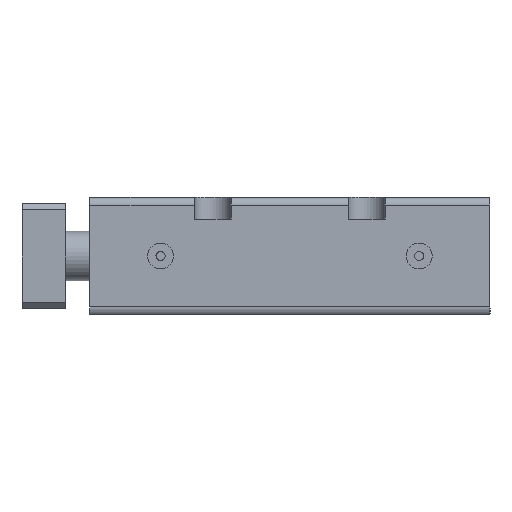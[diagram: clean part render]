
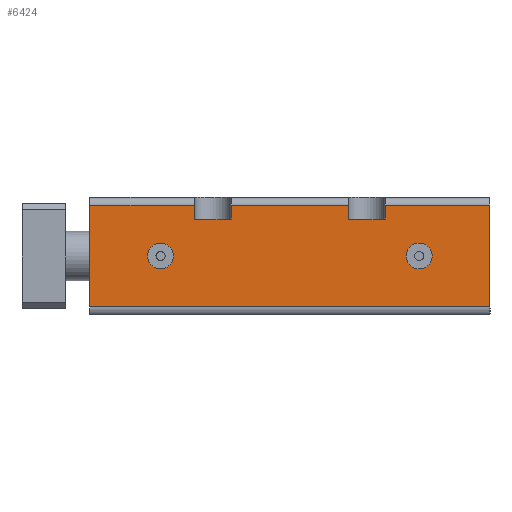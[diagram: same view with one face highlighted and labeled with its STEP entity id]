
A CAD part, front view. The second image highlights one B-rep face of the part: STEP entity #6424.
In plain terms, the highlighted planar face has unit normal (0, -1, 0).
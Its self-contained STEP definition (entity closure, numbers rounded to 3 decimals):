
#5834=CARTESIAN_POINT('',(48.,-115.,8.25));
#5835=VERTEX_POINT('Vertex295',#5834);
#5852=CARTESIAN_POINT('',(48.,-115.,6.));
#5853=VERTEX_POINT('Vertex297',#5852);
#5860=CARTESIAN_POINT('',(48.,-115.,7.125));
#5861=DIRECTION('',(0.,0.,-1.));
#5862=VECTOR('',#5861,1.);
#5863=LINE('nurbsCrv408',#5860,#5862);
#5864=EDGE_CURVE('Edge408',#5835,#5853,#5863,.T.);
#5914=CARTESIAN_POINT('',(42.,-115.,8.25));
#5915=VERTEX_POINT('Vertex300',#5914);
#5923=CARTESIAN_POINT('',(42.,-115.,6.));
#5924=VERTEX_POINT('Vertex301',#5923);
#5925=CARTESIAN_POINT('',(42.,-115.,7.125));
#5926=DIRECTION('',(0.,0.,1.));
#5927=VECTOR('',#5926,1.);
#5928=LINE('nurbsCrv412',#5925,#5927);
#5929=EDGE_CURVE('Edge412',#5924,#5915,#5928,.T.);
#5973=CARTESIAN_POINT('',(45.,-115.,6.));
#5974=DIRECTION('',(-1.,0.,0.));
#5975=VECTOR('',#5974,1.);
#5976=LINE('nurbsCrv416',#5973,#5975);
#5977=EDGE_CURVE('Edge416',#5853,#5924,#5976,.T.);
#5993=CARTESIAN_POINT('',(65.,-115.,8.25));
#5994=VERTEX_POINT('Vertex303',#5993);
#5995=CARTESIAN_POINT('',(56.5,-115.,8.25));
#5996=DIRECTION('',(1.,0.,0.));
#5997=VECTOR('',#5996,1.);
#5998=LINE('nurbsCrv417',#5995,#5997);
#5999=EDGE_CURVE('Edge417',#5835,#5994,#5998,.T.);
#6049=CARTESIAN_POINT('',(17.,-115.,8.25));
#6050=VERTEX_POINT('Vertex306',#6049);
#6058=CARTESIAN_POINT('',(17.,-115.,6.));
#6059=VERTEX_POINT('Vertex307',#6058);
#6060=CARTESIAN_POINT('',(17.,-115.,7.125));
#6061=DIRECTION('',(0.,0.,1.));
#6062=VECTOR('',#6061,1.);
#6063=LINE('nurbsCrv423',#6060,#6062);
#6064=EDGE_CURVE('Edge423',#6059,#6050,#6063,.T.);
#6082=CARTESIAN_POINT('',(23.,-115.,8.25));
#6083=VERTEX_POINT('Vertex308',#6082);
#6093=CARTESIAN_POINT('',(23.,-115.,6.));
#6094=VERTEX_POINT('Vertex309',#6093);
#6101=CARTESIAN_POINT('',(23.,-115.,7.125));
#6102=DIRECTION('',(0.,0.,-1.));
#6103=VECTOR('',#6102,1.);
#6104=LINE('nurbsCrv427',#6101,#6103);
#6105=EDGE_CURVE('Edge427',#6083,#6094,#6104,.T.);
#6115=CARTESIAN_POINT('',(65.,-115.,-8.25));
#6116=VERTEX_POINT('Vertex310',#6115);
#6124=CARTESIAN_POINT('',(0.,-115.,-8.25));
#6125=VERTEX_POINT('Vertex311',#6124);
#6126=CARTESIAN_POINT('',(32.5,-115.,-8.25));
#6127=DIRECTION('',(1.,0.,0.));
#6128=VECTOR('',#6127,1.);
#6129=LINE('nurbsCrv429',#6126,#6128);
#6130=EDGE_CURVE('Edge429',#6125,#6116,#6129,.T.);
#6149=CARTESIAN_POINT('',(20.,-115.,6.));
#6150=DIRECTION('',(-1.,0.,0.));
#6151=VECTOR('',#6150,1.);
#6152=LINE('nurbsCrv431',#6149,#6151);
#6153=EDGE_CURVE('Edge431',#6094,#6059,#6152,.T.);
#6170=CARTESIAN_POINT('',(0.,-115.,8.25));
#6171=VERTEX_POINT('Vertex312',#6170);
#6179=CARTESIAN_POINT('',(8.5,-115.,8.25));
#6180=DIRECTION('',(1.,0.,0.));
#6181=VECTOR('',#6180,1.);
#6182=LINE('nurbsCrv433',#6179,#6181);
#6183=EDGE_CURVE('Edge433',#6171,#6050,#6182,.T.);
#6231=CARTESIAN_POINT('',(0.,-115.,0.));
#6232=DIRECTION('',(0.,0.,-1.));
#6233=VECTOR('',#6232,1.);
#6234=LINE('nurbsCrv434',#6231,#6233);
#6235=EDGE_CURVE('Edge434',#6171,#6125,#6234,.T.);
#6261=CARTESIAN_POINT('',(32.5,-115.,8.25));
#6262=DIRECTION('',(1.,0.,0.));
#6263=VECTOR('',#6262,1.);
#6264=LINE('nurbsCrv435',#6261,#6263);
#6265=EDGE_CURVE('Edge435',#6083,#5915,#6264,.T.);
#6278=CARTESIAN_POINT('',(13.6,-115.,0.));
#6279=VERTEX_POINT('Vertex313',#6278);
#6280=CARTESIAN_POINT('',(9.4,-115.,0.));
#6281=VERTEX_POINT('Vertex359',#6280);
#6282=CARTESIAN_POINT('',(11.5,-115.,0.));
#6283=DIRECTION('',(0.,1.,0.));
#6284=DIRECTION('',(1.,0.,0.));
#6285=AXIS2_PLACEMENT_3D('',#6282,#6283,#6284);
#6286=CIRCLE('nurbsCrv1577',#6285,2.1);
#6287=EDGE_CURVE('Edge560',#6279,#6281,#6286,.T.);
#6289=CARTESIAN_POINT('',(11.5,-115.,0.));
#6290=DIRECTION('',(0.,1.,0.));
#6291=DIRECTION('',(-1.,0.,0.));
#6292=AXIS2_PLACEMENT_3D('',#6289,#6290,#6291);
#6293=CIRCLE('nurbsCrv1578',#6292,2.1);
#6294=EDGE_CURVE('Edge561',#6281,#6279,#6293,.T.);
#6307=CARTESIAN_POINT('',(65.,-115.,0.));
#6308=DIRECTION('',(0.,0.,1.));
#6309=VECTOR('',#6308,1.);
#6310=LINE('nurbsCrv437',#6307,#6309);
#6311=EDGE_CURVE('Edge437',#6116,#5994,#6310,.T.);
#6381=ORIENTED_EDGE('Edgeuse863',*,*,#5929,.T.);
#6382=ORIENTED_EDGE('Edgeuse864',*,*,#6265,.F.);
#6383=ORIENTED_EDGE('Edgeuse865',*,*,#6105,.T.);
#6384=ORIENTED_EDGE('Edgeuse866',*,*,#6153,.T.);
#6385=ORIENTED_EDGE('Edgeuse867',*,*,#6064,.T.);
#6386=ORIENTED_EDGE('Edgeuse868',*,*,#6183,.F.);
#6387=ORIENTED_EDGE('Edgeuse869',*,*,#6235,.T.);
#6388=ORIENTED_EDGE('Edgeuse870',*,*,#6130,.T.);
#6389=ORIENTED_EDGE('Edgeuse871',*,*,#6311,.T.);
#6390=ORIENTED_EDGE('Edgeuse872',*,*,#5999,.F.);
#6391=ORIENTED_EDGE('Edgeuse873',*,*,#5864,.T.);
#6392=ORIENTED_EDGE('Edgeuse874',*,*,#5977,.T.);
#6393=EDGE_LOOP('',(#6381,#6382,#6383,#6384,#6385,#6386,#6387,#6388,#6389,#6390
,#6391,#6392));
#6394=FACE_OUTER_BOUND('',#6393,.T.);
#6395=CARTESIAN_POINT('',(55.6,-115.,0.));
#6396=VERTEX_POINT('Vertex314',#6395);
#6397=CARTESIAN_POINT('',(51.4,-115.,0.));
#6398=VERTEX_POINT('Vertex360',#6397);
#6399=CARTESIAN_POINT('',(53.5,-115.,0.));
#6400=DIRECTION('',(0.,1.,0.));
#6401=DIRECTION('',(1.,0.,0.));
#6402=AXIS2_PLACEMENT_3D('',#6399,#6400,#6401);
#6403=CIRCLE('nurbsCrv1652',#6402,2.1);
#6404=EDGE_CURVE('Edge563',#6396,#6398,#6403,.T.);
#6405=ORIENTED_EDGE('Edgeuse1127',*,*,#6404,.T.);
#6406=CARTESIAN_POINT('',(53.5,-115.,0.));
#6407=DIRECTION('',(0.,1.,0.));
#6408=DIRECTION('',(-1.,0.,0.));
#6409=AXIS2_PLACEMENT_3D('',#6406,#6407,#6408);
#6410=CIRCLE('nurbsCrv1653',#6409,2.1);
#6411=EDGE_CURVE('Edge564',#6398,#6396,#6410,.T.);
#6412=ORIENTED_EDGE('Edgeuse1129',*,*,#6411,.T.);
#6413=EDGE_LOOP('',(#6405,#6412));
#6414=FACE_BOUND('',#6413,.T.);
#6415=ORIENTED_EDGE('Edgeuse1120',*,*,#6287,.T.);
#6416=ORIENTED_EDGE('Edgeuse1122',*,*,#6294,.T.);
#6417=EDGE_LOOP('',(#6415,#6416));
#6418=FACE_BOUND('',#6417,.T.);
#6419=CARTESIAN_POINT('',(32.5,-115.,0.));
#6420=DIRECTION('',(0.,-1.,0.));
#6421=DIRECTION('',(0.,0.,-1.));
#6422=AXIS2_PLACEMENT_3D('',#6419,#6420,#6421);
#6423=PLANE('nurbsSrf187',#6422);
#6424=ADVANCED_FACE('Face187',(#6394,#6414,#6418),#6423,.T.);
